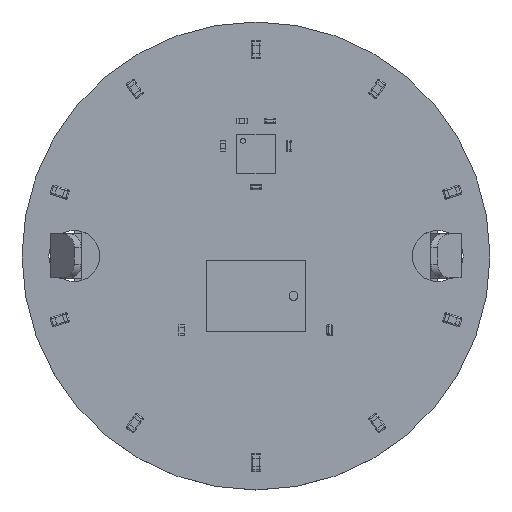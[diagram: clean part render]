
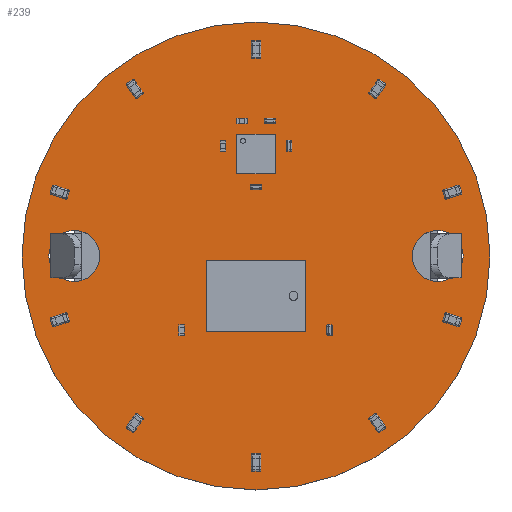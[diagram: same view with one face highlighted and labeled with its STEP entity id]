
A CAD part, top view. The second image highlights one B-rep face of the part: STEP entity #239.
In plain terms, the highlighted planar face has unit normal (0, 0, 1).
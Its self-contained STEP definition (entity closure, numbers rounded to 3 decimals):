
#132 = VERTEX_POINT('',#133);
#133 = CARTESIAN_POINT('',(8.5,0.,0.801));
#139 = EDGE_CURVE('',#132,#132,#140,.T.);
#140 = CIRCLE('',#141,8.5);
#141 = AXIS2_PLACEMENT_3D('',#142,#143,#144);
#142 = CARTESIAN_POINT('',(0.,0.,0.801));
#143 = DIRECTION('',(0.,0.,1.));
#144 = DIRECTION('',(1.,0.,0.));
#165 = VERTEX_POINT('',#166);
#166 = CARTESIAN_POINT('',(-5.675,0.,0.801));
#172 = EDGE_CURVE('',#165,#165,#173,.T.);
#173 = CIRCLE('',#174,0.925);
#174 = AXIS2_PLACEMENT_3D('',#175,#176,#177);
#175 = CARTESIAN_POINT('',(-6.6,0.,0.801));
#176 = DIRECTION('',(0.,0.,1.));
#177 = DIRECTION('',(1.,0.,0.));
#198 = VERTEX_POINT('',#199);
#199 = CARTESIAN_POINT('',(7.525,0.,0.801));
#205 = EDGE_CURVE('',#198,#198,#206,.T.);
#206 = CIRCLE('',#207,0.925);
#207 = AXIS2_PLACEMENT_3D('',#208,#209,#210);
#208 = CARTESIAN_POINT('',(6.6,0.,0.801));
#209 = DIRECTION('',(0.,0.,1.));
#210 = DIRECTION('',(1.,0.,0.));
#239 = ADVANCED_FACE('',(#240,#243,#246),#249,.F.);
#240 = FACE_BOUND('',#241,.T.);
#241 = EDGE_LOOP('',(#242));
#242 = ORIENTED_EDGE('',*,*,#139,.T.);
#243 = FACE_BOUND('',#244,.F.);
#244 = EDGE_LOOP('',(#245));
#245 = ORIENTED_EDGE('',*,*,#172,.T.);
#246 = FACE_BOUND('',#247,.F.);
#247 = EDGE_LOOP('',(#248));
#248 = ORIENTED_EDGE('',*,*,#205,.T.);
#249 = PLANE('',#250);
#250 = AXIS2_PLACEMENT_3D('',#251,#252,#253);
#251 = CARTESIAN_POINT('',(8.5,0.,0.801));
#252 = DIRECTION('',(0.,0.,-1.));
#253 = DIRECTION('',(-1.,0.,0.));
